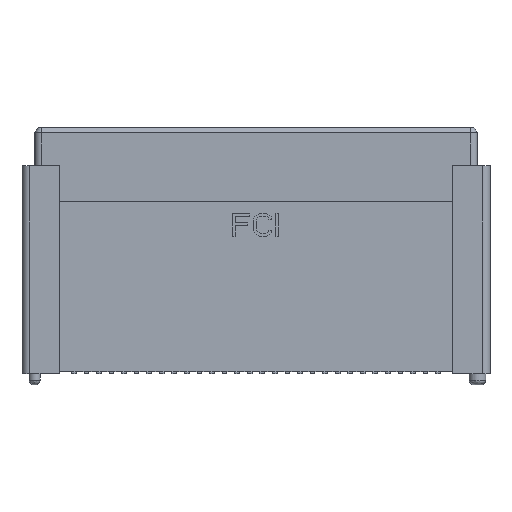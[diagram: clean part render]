
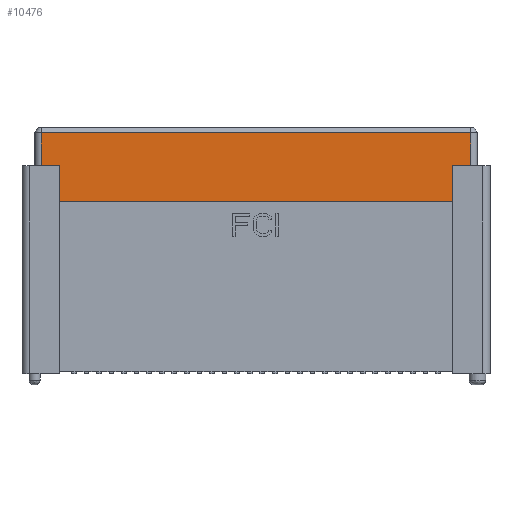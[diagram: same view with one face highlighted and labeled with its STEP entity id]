
A CAD part, top view. The second image highlights one B-rep face of the part: STEP entity #10476.
In plain terms, the highlighted planar face has unit normal (0, 0, 1).
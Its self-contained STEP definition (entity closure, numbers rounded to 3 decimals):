
#1725=DIRECTION('',(0.,-1.,0.));
#1726=VECTOR('',#1725,2.3);
#1727=CARTESIAN_POINT('',(12.525,5.2,1.85));
#1728=LINE('9947',#1727,#1726);
#1729=DIRECTION('',(0.,1.,0.));
#1730=VECTOR('',#1729,2.3);
#1731=CARTESIAN_POINT('',(-12.525,2.9,1.85));
#1732=LINE('9948',#1731,#1730);
#1733=DIRECTION('',(1.,0.,0.));
#1734=VECTOR('',#1733,1.15);
#1735=CARTESIAN_POINT('',(-13.675,5.2,1.85));
#1736=LINE('9750',#1735,#1734);
#1737=DIRECTION('',(1.,0.,0.));
#1738=VECTOR('',#1737,1.15);
#1739=CARTESIAN_POINT('',(12.525,5.2,1.85));
#1740=LINE('9751',#1739,#1738);
#1741=DIRECTION('',(1.,0.,0.));
#1742=VECTOR('',#1741,25.05);
#1743=CARTESIAN_POINT('',(-12.525,2.9,1.85));
#1744=LINE('9941',#1743,#1742);
#1757=DIRECTION('',(0.,-1.,0.));
#1758=VECTOR('',#1757,2.1);
#1759=CARTESIAN_POINT('',(-13.675,7.3,1.85));
#1760=LINE('8634',#1759,#1758);
#1937=DIRECTION('',(0.,1.,0.));
#1938=VECTOR('',#1937,2.1);
#1939=CARTESIAN_POINT('',(13.675,5.2,1.85));
#1940=LINE('9481',#1939,#1938);
#1954=DIRECTION('',(1.,0.,0.));
#1955=VECTOR('',#1954,27.35);
#1956=CARTESIAN_POINT('',(-13.675,7.3,1.85));
#1957=LINE('9482',#1956,#1955);
#5581=CARTESIAN_POINT('',(-13.675,5.2,1.85));
#5582=VERTEX_POINT('',#5581);
#5624=CARTESIAN_POINT('',(13.675,5.2,1.85));
#5626=VERTEX_POINT('',#5624);
#5637=CARTESIAN_POINT('',(-13.675,7.3,1.85));
#5638=VERTEX_POINT('',#5637);
#5677=CARTESIAN_POINT('',(13.675,7.3,1.85));
#5678=VERTEX_POINT('',#5677);
#5849=CARTESIAN_POINT('',(12.525,5.2,1.85));
#5850=VERTEX_POINT('',#5849);
#5851=CARTESIAN_POINT('',(-12.525,5.2,1.85));
#5852=VERTEX_POINT('',#5851);
#5857=CARTESIAN_POINT('',(-12.525,2.9,1.85));
#5858=CARTESIAN_POINT('',(12.525,2.9,1.85));
#5859=VERTEX_POINT('',#5857);
#5860=VERTEX_POINT('',#5858);
#10457=CARTESIAN_POINT('',(0.,6.2,1.85));
#10458=DIRECTION('',(0.,0.,1.));
#10459=DIRECTION('',(1.,0.,0.));
#10460=AXIS2_PLACEMENT_3D('',#10457,#10458,#10459);
#10461=PLANE('7960',#10460);
#10462=ORIENTED_EDGE('9947',*,*,#9894,.T.);
#10464=ORIENTED_EDGE('9941',*,*,#10463,.F.);
#10465=ORIENTED_EDGE('9948',*,*,#9794,.T.);
#10466=ORIENTED_EDGE('9750',*,*,#10113,.F.);
#10468=ORIENTED_EDGE('8634',*,*,#10467,.F.);
#10470=ORIENTED_EDGE('9482',*,*,#10469,.T.);
#10472=ORIENTED_EDGE('9481',*,*,#10471,.F.);
#10473=ORIENTED_EDGE('9751',*,*,#10187,.F.);
#10474=EDGE_LOOP('7960',(#10462,#10464,#10465,#10466,#10468,#10470,#10472,
#10473));
#10475=FACE_OUTER_BOUND('7960',#10474,.F.);
#10476=ADVANCED_FACE('7960',(#10475),#10461,.T.);
#9794=EDGE_CURVE('9948',#5859,#5852,#1732,.T.);
#9894=EDGE_CURVE('9947',#5850,#5860,#1728,.T.);
#10113=EDGE_CURVE('9750',#5582,#5852,#1736,.T.);
#10187=EDGE_CURVE('9751',#5850,#5626,#1740,.T.);
#10463=EDGE_CURVE('9941',#5859,#5860,#1744,.T.);
#10467=EDGE_CURVE('8634',#5638,#5582,#1760,.T.);
#10469=EDGE_CURVE('9482',#5638,#5678,#1957,.T.);
#10471=EDGE_CURVE('9481',#5626,#5678,#1940,.T.);
